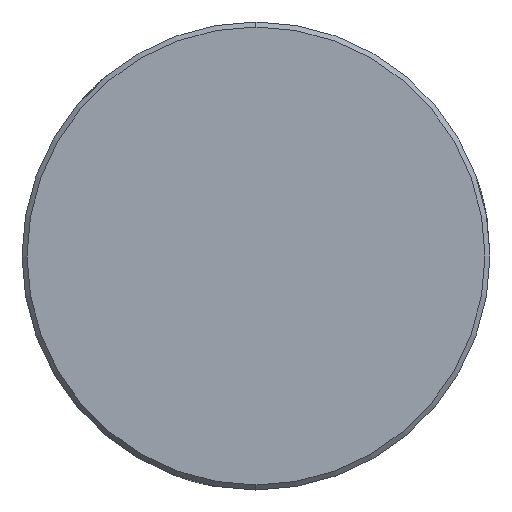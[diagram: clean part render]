
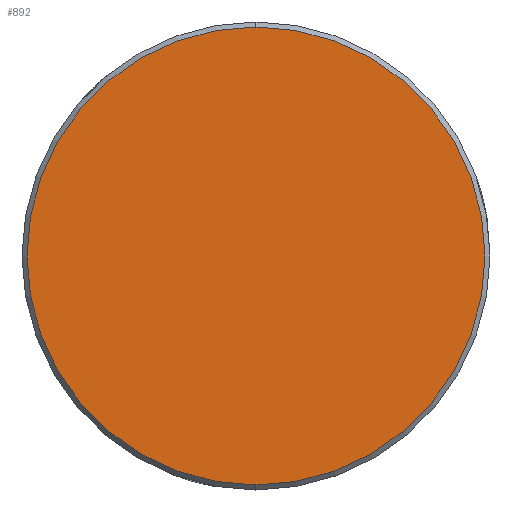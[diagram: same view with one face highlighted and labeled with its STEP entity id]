
A CAD part, left-side view. The second image highlights one B-rep face of the part: STEP entity #892.
In plain terms, the highlighted planar face has unit normal (-1, 0, 0).
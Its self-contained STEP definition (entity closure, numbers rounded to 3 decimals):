
#64 = DIRECTION ( 'NONE',  ( 0., 0., -1. ) ) ;
#82 = EDGE_CURVE ( 'NONE', #901, #940, #724, .T. ) ;
#83 = ORIENTED_EDGE ( 'NONE', *, *, #82, .T. ) ;
#96 = AXIS2_PLACEMENT_3D ( 'NONE', #1040, #752, #1123 ) ;
#106 = AXIS2_PLACEMENT_3D ( 'NONE', #768, #854, #64 ) ;
#220 = DIRECTION ( 'NONE',  ( -1., 0., 0. ) ) ;
#339 = FACE_OUTER_BOUND ( 'NONE', #885, .T. ) ;
#426 = EDGE_CURVE ( 'NONE', #940, #901, #683, .T. ) ;
#564 = CARTESIAN_POINT ( 'NONE',  ( -64.5, 0., -13.7 ) ) ;
#575 = AXIS2_PLACEMENT_3D ( 'NONE', #656, #220, #747 ) ;
#656 = CARTESIAN_POINT ( 'NONE',  ( -64.5, -13.864, -13.864 ) ) ;
#683 = CIRCLE ( 'NONE', #106, 13.7 ) ;
#724 = CIRCLE ( 'NONE', #96, 13.7 ) ;
#746 = ORIENTED_EDGE ( 'NONE', *, *, #426, .T. ) ;
#747 = DIRECTION ( 'NONE',  ( 0., 0., 1. ) ) ;
#752 = DIRECTION ( 'NONE',  ( -1., 0., 0. ) ) ;
#758 = PLANE ( 'NONE',  #575 ) ;
#768 = CARTESIAN_POINT ( 'NONE',  ( -64.5, 0., 0. ) ) ;
#852 = CARTESIAN_POINT ( 'NONE',  ( -64.5, 0., 13.7 ) ) ;
#854 = DIRECTION ( 'NONE',  ( -1., 0., 0. ) ) ;
#885 = EDGE_LOOP ( 'NONE', ( #746, #83 ) ) ;
#892 = ADVANCED_FACE ( 'NONE', ( #339 ), #758, .T. ) ;
#901 = VERTEX_POINT ( 'NONE', #852 ) ;
#940 = VERTEX_POINT ( 'NONE', #564 ) ;
#1040 = CARTESIAN_POINT ( 'NONE',  ( -64.5, 0., 0. ) ) ;
#1123 = DIRECTION ( 'NONE',  ( 0., 0., -1. ) ) ;
